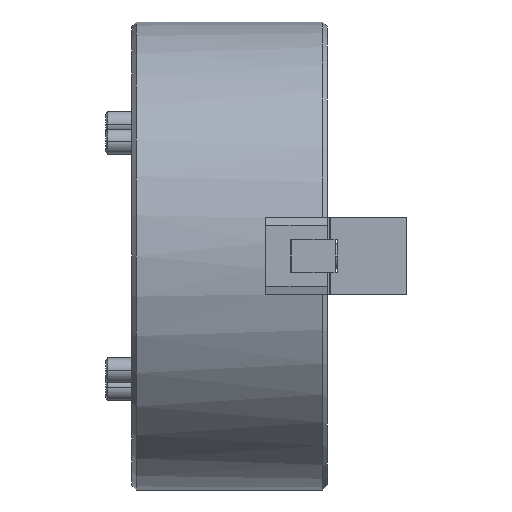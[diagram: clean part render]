
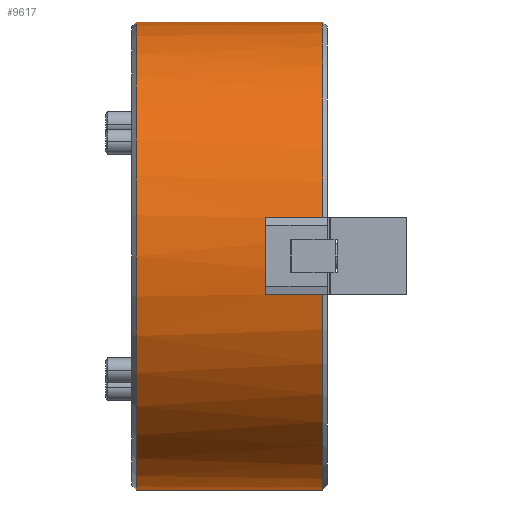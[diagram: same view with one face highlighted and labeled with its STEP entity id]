
A CAD part, front view. The second image highlights one B-rep face of the part: STEP entity #9617.
In plain terms, the highlighted cylindrical face has radius 152 mm (diameter 304 mm), a partial arc.
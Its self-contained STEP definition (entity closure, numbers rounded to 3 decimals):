
#780 = VERTEX_POINT ( 'NONE', #22555 ) ;
#1129 = ORIENTED_EDGE ( 'NONE', *, *, #15571, .T. ) ;
#1172 = VECTOR ( 'NONE', #6680, 1000. ) ;
#3420 = LINE ( 'NONE', #6515, #20769 ) ;
#3923 = CARTESIAN_POINT ( 'NONE',  ( -124., 0., 152. ) ) ;
#4425 = EDGE_LOOP ( 'NONE', ( #10056, #29122, #12666, #6127, #44374, #24860, #19612, #1129 ) ) ;
#5190 = DIRECTION ( 'NONE',  ( 1., 0., 0. ) ) ;
#6127 = ORIENTED_EDGE ( 'NONE', *, *, #29678, .T. ) ;
#6515 = CARTESIAN_POINT ( 'NONE',  ( 0., 0., 152. ) ) ;
#6536 = CARTESIAN_POINT ( 'NONE',  ( 0., -149.93, -25. ) ) ;
#6680 = DIRECTION ( 'NONE',  ( -1., 0., 0. ) ) ;
#6808 = EDGE_CURVE ( 'NONE', #20001, #14970, #32793, .T. ) ;
#7335 = DIRECTION ( 'NONE',  ( 1., 0., 0. ) ) ;
#7656 = VERTEX_POINT ( 'NONE', #21262 ) ;
#7965 = EDGE_CURVE ( 'NONE', #16205, #20001, #33354, .T. ) ;
#8214 = AXIS2_PLACEMENT_3D ( 'NONE', #9312, #33528, #12811 ) ;
#8818 = CYLINDRICAL_SURFACE ( 'NONE', #14642, 152. ) ;
#9312 = CARTESIAN_POINT ( 'NONE',  ( -124., 0., 0. ) ) ;
#9353 = EDGE_CURVE ( 'NONE', #13801, #20863, #20719, .T. ) ;
#9617 = ADVANCED_FACE ( 'NONE', ( #27212 ), #8818, .T. ) ;
#10056 = ORIENTED_EDGE ( 'NONE', *, *, #40763, .F. ) ;
#10704 = DIRECTION ( 'NONE',  ( -1., 0., 0. ) ) ;
#10800 = CARTESIAN_POINT ( 'NONE',  ( -3., -149.93, -25. ) ) ;
#12190 = CARTESIAN_POINT ( 'NONE',  ( 0., 0., 0. ) ) ;
#12610 = LINE ( 'NONE', #6536, #1172 ) ;
#12666 = ORIENTED_EDGE ( 'NONE', *, *, #6808, .T. ) ;
#12762 = DIRECTION ( 'NONE',  ( 1., 0., 0. ) ) ;
#12811 = DIRECTION ( 'NONE',  ( 0., 0., 1. ) ) ;
#12838 = CARTESIAN_POINT ( 'NONE',  ( -40., 0., 0. ) ) ;
#13801 = VERTEX_POINT ( 'NONE', #18695 ) ;
#14594 = AXIS2_PLACEMENT_3D ( 'NONE', #31404, #10704, #34881 ) ;
#14642 = AXIS2_PLACEMENT_3D ( 'NONE', #12190, #5190, #36402 ) ;
#14970 = VERTEX_POINT ( 'NONE', #20078 ) ;
#15571 = EDGE_CURVE ( 'NONE', #20863, #780, #41380, .T. ) ;
#16205 = VERTEX_POINT ( 'NONE', #3923 ) ;
#16269 = DIRECTION ( 'NONE',  ( 0., 0., -1. ) ) ;
#17109 = DIRECTION ( 'NONE',  ( -1., 0., 0. ) ) ;
#18695 = CARTESIAN_POINT ( 'NONE',  ( -40., -149.93, 25. ) ) ;
#19612 = ORIENTED_EDGE ( 'NONE', *, *, #9353, .T. ) ;
#20001 = VERTEX_POINT ( 'NONE', #21807 ) ;
#20078 = CARTESIAN_POINT ( 'NONE',  ( -3., 0., -152. ) ) ;
#20719 = LINE ( 'NONE', #31558, #29969 ) ;
#20769 = VECTOR ( 'NONE', #34232, 1000. ) ;
#20798 = EDGE_CURVE ( 'NONE', #7656, #13801, #40096, .T. ) ;
#20863 = VERTEX_POINT ( 'NONE', #44312 ) ;
#21172 = CIRCLE ( 'NONE', #29181, 152. ) ;
#21262 = CARTESIAN_POINT ( 'NONE',  ( -40., -149.93, -25. ) ) ;
#21807 = CARTESIAN_POINT ( 'NONE',  ( -124., 0., -152. ) ) ;
#22555 = CARTESIAN_POINT ( 'NONE',  ( -3., 0., 152. ) ) ;
#23553 = VECTOR ( 'NONE', #12762, 1000. ) ;
#24754 = AXIS2_PLACEMENT_3D ( 'NONE', #12838, #37022, #16269 ) ;
#24860 = ORIENTED_EDGE ( 'NONE', *, *, #20798, .T. ) ;
#26491 = CARTESIAN_POINT ( 'NONE',  ( 0., 0., -152. ) ) ;
#27212 = FACE_OUTER_BOUND ( 'NONE', #4425, .T. ) ;
#29122 = ORIENTED_EDGE ( 'NONE', *, *, #7965, .T. ) ;
#29181 = AXIS2_PLACEMENT_3D ( 'NONE', #37868, #17109, #41343 ) ;
#29363 = VERTEX_POINT ( 'NONE', #10800 ) ;
#29678 = EDGE_CURVE ( 'NONE', #14970, #29363, #21172, .T. ) ;
#29969 = VECTOR ( 'NONE', #7335, 1000. ) ;
#31404 = CARTESIAN_POINT ( 'NONE',  ( -3., 0., 0. ) ) ;
#31558 = CARTESIAN_POINT ( 'NONE',  ( 0., -149.93, 25. ) ) ;
#32644 = EDGE_CURVE ( 'NONE', #29363, #7656, #12610, .T. ) ;
#32793 = LINE ( 'NONE', #26491, #23553 ) ;
#33354 = CIRCLE ( 'NONE', #8214, 152. ) ;
#33528 = DIRECTION ( 'NONE',  ( 1., 0., 0. ) ) ;
#34232 = DIRECTION ( 'NONE',  ( 1., 0., 0. ) ) ;
#34881 = DIRECTION ( 'NONE',  ( 0., 0., -1. ) ) ;
#36402 = DIRECTION ( 'NONE',  ( 0., 0., -1. ) ) ;
#37022 = DIRECTION ( 'NONE',  ( -1., 0., 0. ) ) ;
#37868 = CARTESIAN_POINT ( 'NONE',  ( -3., 0., 0. ) ) ;
#40096 = CIRCLE ( 'NONE', #24754, 152. ) ;
#40763 = EDGE_CURVE ( 'NONE', #16205, #780, #3420, .T. ) ;
#41343 = DIRECTION ( 'NONE',  ( 0., 0., -1. ) ) ;
#41380 = CIRCLE ( 'NONE', #14594, 152. ) ;
#44312 = CARTESIAN_POINT ( 'NONE',  ( -3., -149.93, 25. ) ) ;
#44374 = ORIENTED_EDGE ( 'NONE', *, *, #32644, .T. ) ;
